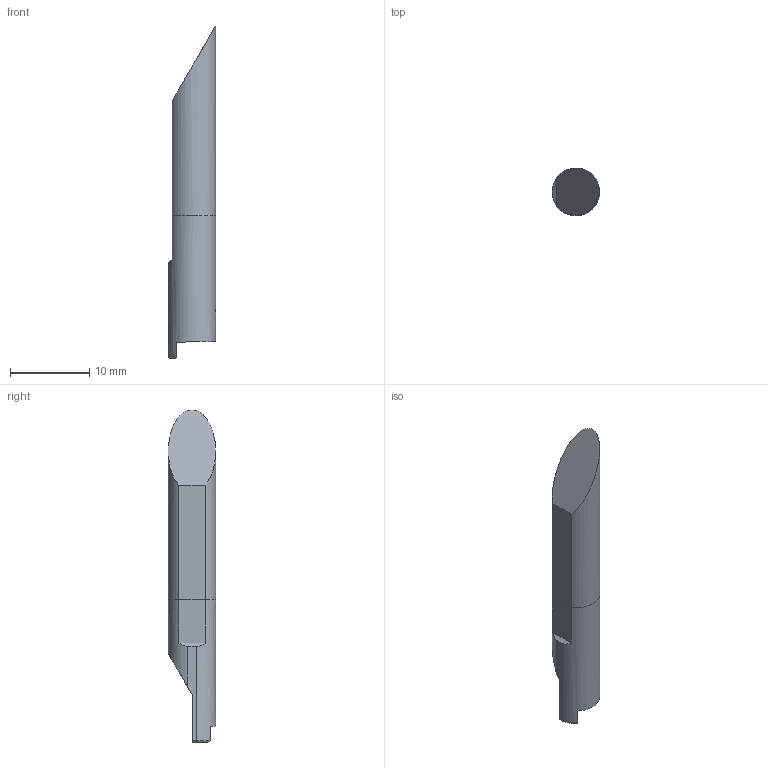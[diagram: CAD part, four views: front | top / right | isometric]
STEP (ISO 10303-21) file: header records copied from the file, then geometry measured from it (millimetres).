
FILE_DESCRIPTION(/* description */ (''),/* implementation_level */ '2;1');
FILE_NAME(/* name */ 'AFG0629101581.stp',/* time_stamp */ '2017-10-27T11:34:27+05:00',/* author */ (''),/* organization */ (''),/* preprocessor_version */ 'ST-DEVELOPER v16',/* originating_system */ 'SIEMENS PLM Software NX 11.0',/* authorisation */ '');
FILE_SCHEMA (('AUTOMOTIVE_DESIGN { 1 0 10303 214 3 1 1 1 }'));
Length unit declared in the file: millimetre
Products named in the file (1): AFG0629101581
Bounding box: 5.95 x 6 x 42 mm (x, y, z)
Volume: 876.4 mm3; surface area: 771.1 mm2
Topology: 2 solids, 2 shells, 17 faces, 38 edges, 25 vertices
Faces by surface type: plane 12, cylinder 4, torus 1
Entity records: 650 total; most frequent: CARTESIAN_POINT 206, DIRECTION 86, ORIENTED_EDGE 76, EDGE_CURVE 38, AXIS2_PLACEMENT_3D 31, VERTEX_POINT 25, LINE 24, VECTOR 24
